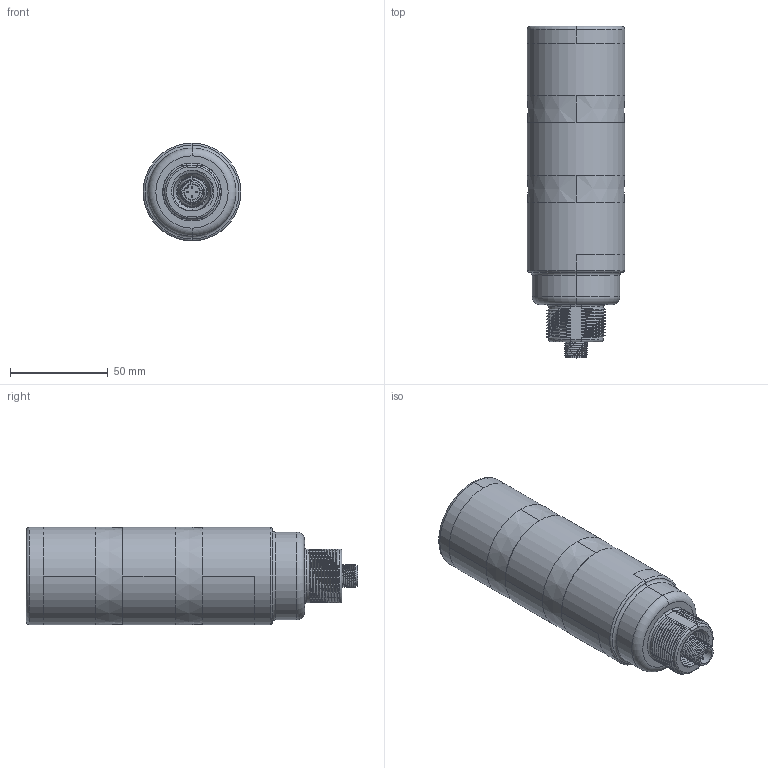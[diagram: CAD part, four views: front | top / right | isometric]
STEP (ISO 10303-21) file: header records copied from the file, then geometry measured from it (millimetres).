
FILE_DESCRIPTION((''),'2;1');
FILE_NAME('145174_SM01_ASM','2025-07-23T11:32:57',('banengservice'),('BANNER ENGINEERING'),'CREO PARAMETRIC BY PTC INC, 2022414','CREO PARAMETRIC BY PTC INC, 2022414','');
FILE_SCHEMA(('CONFIG_CONTROL_DESIGN'));
Length unit declared in the file: millimetre
Products named in the file (2): 145174_EP01; 145174_SM01_ASM
Assembly tree (1 placements, depth 2):
  145174_SM01_ASM
    145174_EP01
Bounding box: 50 x 169.85 x 50 mm (x, y, z)
Volume: 282529.7 mm3; surface area: 31373.4 mm2
Topology: 1 solids, 1 shells, 244 faces, 630 edges, 404 vertices
Faces by surface type: cylinder 98, bspline 88, plane 31, torus 14, cone 13
Entity records: 17752 total; most frequent: CARTESIAN_POINT 12401, ORIENTED_EDGE 1260, DIRECTION 841, EDGE_CURVE 630, VERTEX_POINT 404, AXIS2_PLACEMENT_3D 314, B_SPLINE_CURVE_WITH_KNOTS 262, EDGE_LOOP 260
